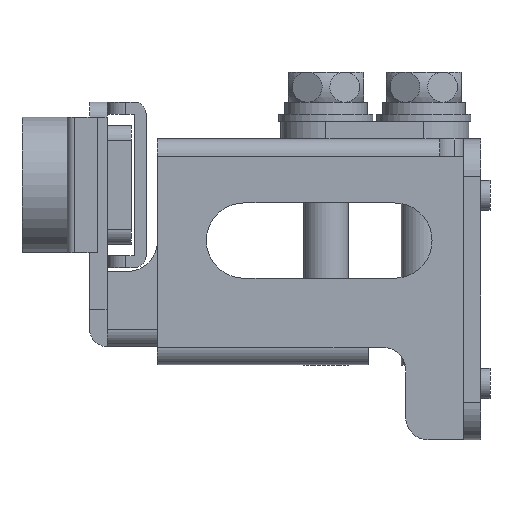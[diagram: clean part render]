
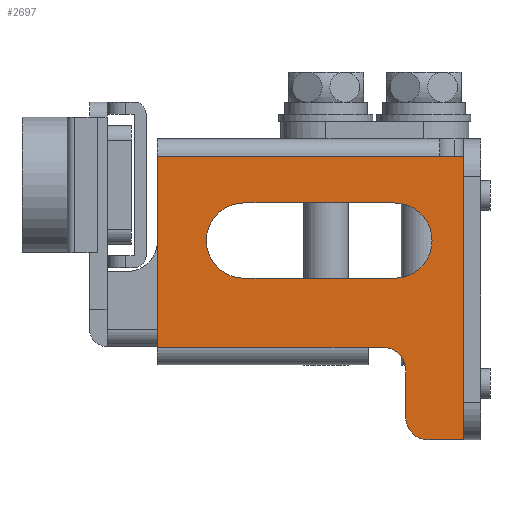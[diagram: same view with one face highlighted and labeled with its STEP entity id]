
A CAD part, left-side view. The second image highlights one B-rep face of the part: STEP entity #2697.
In plain terms, the highlighted planar face has unit normal (-1, 0, 0).
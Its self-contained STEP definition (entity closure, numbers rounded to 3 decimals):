
#132 = VECTOR ( 'NONE', #7650, 1000. ) ;
#133 = AXIS2_PLACEMENT_3D ( 'NONE', #7668, #7669, #7670 ) ;
#135 = VECTOR ( 'NONE', #7646, 1000. ) ;
#136 = VECTOR ( 'NONE', #7662, 1000. ) ;
#137 = VECTOR ( 'NONE', #7659, 1000. ) ;
#138 = AXIS2_PLACEMENT_3D ( 'NONE', #7671, #7672, #7673 ) ;
#139 = VECTOR ( 'NONE', #7653, 1000. ) ;
#582 = CIRCLE ( 'NONE', #831, 3. ) ;
#584 = CIRCLE ( 'NONE', #133, 3. ) ;
#585 = CIRCLE ( 'NONE', #138, 5. ) ;
#588 = CIRCLE ( 'NONE', #9543, 5. ) ;
#831 = AXIS2_PLACEMENT_3D ( 'NONE', #7647, #7654, #7655 ) ;
#2120 = EDGE_LOOP ( 'NONE', ( #4525, #4539, #4537, #4534 ) ) ;
#2121 = EDGE_LOOP ( 'NONE', ( #4531, #4540, #4536, #4529, #4530, #4527, #4528, #4526, #4546, #4538 ) ) ;
#2697 = ADVANCED_FACE ( 'NONE', ( #3868, #3915 ), #7401, .F. ) ;
#2773 = EDGE_CURVE ( 'NONE', #4222, #4221, #7644, .T. ) ;
#2774 = EDGE_CURVE ( 'NONE', #4217, #4218, #7648, .T. ) ;
#2775 = EDGE_CURVE ( 'NONE', #4218, #4239, #7651, .T. ) ;
#2776 = EDGE_CURVE ( 'NONE', #4245, #4223, #582, .T. ) ;
#2777 = EDGE_CURVE ( 'NONE', #4215, #4214, #7657, .T. ) ;
#2778 = EDGE_CURVE ( 'NONE', #4216, #4215, #7660, .T. ) ;
#2781 = EDGE_CURVE ( 'NONE', #4214, #4243, #584, .T. ) ;
#2782 = EDGE_CURVE ( 'NONE', #4219, #4222, #585, .T. ) ;
#2785 = EDGE_CURVE ( 'NONE', #4220, #4219, #7681, .T. ) ;
#2787 = EDGE_CURVE ( 'NONE', #4216, #4217, #7687, .T. ) ;
#2788 = EDGE_CURVE ( 'NONE', #4221, #4220, #588, .T. ) ;
#2850 = EDGE_CURVE ( 'NONE', #4245, #4243, #8552, .T. ) ;
#2863 = EDGE_CURVE ( 'NONE', #4237, #4239, #8591, .T. ) ;
#2870 = EDGE_CURVE ( 'NONE', #4223, #4237, #8612, .T. ) ;
#3868 = FACE_BOUND ( 'NONE', #2120, .T. ) ;
#3915 = FACE_OUTER_BOUND ( 'NONE', #2121, .T. ) ;
#4002 = AXIS2_PLACEMENT_3D ( 'NONE', #7405, #7406, #7407 ) ;
#4214 = VERTEX_POINT ( 'NONE', #8987 ) ;
#4215 = VERTEX_POINT ( 'NONE', #8988 ) ;
#4216 = VERTEX_POINT ( 'NONE', #8989 ) ;
#4217 = VERTEX_POINT ( 'NONE', #8990 ) ;
#4218 = VERTEX_POINT ( 'NONE', #8991 ) ;
#4219 = VERTEX_POINT ( 'NONE', #8992 ) ;
#4220 = VERTEX_POINT ( 'NONE', #8993 ) ;
#4221 = VERTEX_POINT ( 'NONE', #8994 ) ;
#4222 = VERTEX_POINT ( 'NONE', #8995 ) ;
#4223 = VERTEX_POINT ( 'NONE', #8996 ) ;
#4237 = VERTEX_POINT ( 'NONE', #9007 ) ;
#4239 = VERTEX_POINT ( 'NONE', #9008 ) ;
#4243 = VERTEX_POINT ( 'NONE', #9011 ) ;
#4245 = VERTEX_POINT ( 'NONE', #9012 ) ;
#4525 = ORIENTED_EDGE ( 'NONE', *, *, #2773, .T. ) ;
#4526 = ORIENTED_EDGE ( 'NONE', *, *, #2778, .T. ) ;
#4527 = ORIENTED_EDGE ( 'NONE', *, *, #2774, .F. ) ;
#4528 = ORIENTED_EDGE ( 'NONE', *, *, #2787, .F. ) ;
#4529 = ORIENTED_EDGE ( 'NONE', *, *, #2863, .T. ) ;
#4530 = ORIENTED_EDGE ( 'NONE', *, *, #2775, .F. ) ;
#4531 = ORIENTED_EDGE ( 'NONE', *, *, #2850, .F. ) ;
#4534 = ORIENTED_EDGE ( 'NONE', *, *, #2782, .T. ) ;
#4536 = ORIENTED_EDGE ( 'NONE', *, *, #2870, .T. ) ;
#4537 = ORIENTED_EDGE ( 'NONE', *, *, #2785, .T. ) ;
#4538 = ORIENTED_EDGE ( 'NONE', *, *, #2781, .T. ) ;
#4539 = ORIENTED_EDGE ( 'NONE', *, *, #2788, .T. ) ;
#4540 = ORIENTED_EDGE ( 'NONE', *, *, #2776, .T. ) ;
#4546 = ORIENTED_EDGE ( 'NONE', *, *, #2777, .T. ) ;
#7401 = PLANE ( 'NONE',  #4002 ) ;
#7405 = CARTESIAN_POINT ( 'NONE',  ( -15., 10., -20. ) ) ;
#7406 = DIRECTION ( 'NONE',  ( 1., 0., 0. ) ) ;
#7407 = DIRECTION ( 'NONE',  ( 0., 0., -1. ) ) ;
#7644 = LINE ( 'NONE', #7645, #135 ) ;
#7645 = CARTESIAN_POINT ( 'NONE',  ( -15., 31.5, 1.5 ) ) ;
#7646 = DIRECTION ( 'NONE',  ( 0., 1., 0. ) ) ;
#7647 = CARTESIAN_POINT ( 'NONE',  ( -15., 7., -17. ) ) ;
#7648 = LINE ( 'NONE', #7649, #132 ) ;
#7649 = CARTESIAN_POINT ( 'NONE',  ( -15., 10., 17.7 ) ) ;
#7650 = DIRECTION ( 'NONE',  ( 0., -1., 0. ) ) ;
#7651 = LINE ( 'NONE', #7652, #139 ) ;
#7652 = CARTESIAN_POINT ( 'NONE',  ( -15., 10., 17.7 ) ) ;
#7653 = DIRECTION ( 'NONE',  ( 0., -1., 0. ) ) ;
#7654 = DIRECTION ( 'NONE',  ( -1., 0., 0. ) ) ;
#7655 = DIRECTION ( 'NONE',  ( 0., 0., -1. ) ) ;
#7657 = LINE ( 'NONE', #7658, #137 ) ;
#7658 = CARTESIAN_POINT ( 'NONE',  ( -15., 15., -7.7 ) ) ;
#7659 = DIRECTION ( 'NONE',  ( 0., -1., 0. ) ) ;
#7660 = LINE ( 'NONE', #7661, #136 ) ;
#7661 = CARTESIAN_POINT ( 'NONE',  ( -15., 43., -7.7 ) ) ;
#7662 = DIRECTION ( 'NONE',  ( 0., -1., 0. ) ) ;
#7668 = CARTESIAN_POINT ( 'NONE',  ( -15., 13., -10.7 ) ) ;
#7669 = DIRECTION ( 'NONE',  ( 1., 0., 0. ) ) ;
#7670 = DIRECTION ( 'NONE',  ( 0., 0., -1. ) ) ;
#7671 = CARTESIAN_POINT ( 'NONE',  ( -15., 11.5, 6.5 ) ) ;
#7672 = DIRECTION ( 'NONE',  ( 1., 0., 0. ) ) ;
#7673 = DIRECTION ( 'NONE',  ( 0., 0., -1. ) ) ;
#7681 = LINE ( 'NONE', #7682, #9542 ) ;
#7682 = CARTESIAN_POINT ( 'NONE',  ( -15., 31.5, 11.5 ) ) ;
#7683 = DIRECTION ( 'NONE',  ( 0., -1., 0. ) ) ;
#7686 = CARTESIAN_POINT ( 'NONE',  ( -15., 31.5, 6.5 ) ) ;
#7687 = LINE ( 'NONE', #7688, #7869 ) ;
#7688 = CARTESIAN_POINT ( 'NONE',  ( -15., 43., -7.7 ) ) ;
#7689 = DIRECTION ( 'NONE',  ( 0., 0., 1. ) ) ;
#7690 = DIRECTION ( 'NONE',  ( 1., 0., 0. ) ) ;
#7691 = DIRECTION ( 'NONE',  ( 0., 0., -1. ) ) ;
#7869 = VECTOR ( 'NONE', #7689, 1000. ) ;
#8018 = VECTOR ( 'NONE', #8554, 1000. ) ;
#8033 = VECTOR ( 'NONE', #8593, 1000. ) ;
#8039 = VECTOR ( 'NONE', #8614, 1000. ) ;
#8552 = LINE ( 'NONE', #8553, #8018 ) ;
#8553 = CARTESIAN_POINT ( 'NONE',  ( -15., 10., -20. ) ) ;
#8554 = DIRECTION ( 'NONE',  ( 0., 0., 1. ) ) ;
#8591 = LINE ( 'NONE', #8592, #8033 ) ;
#8592 = CARTESIAN_POINT ( 'NONE',  ( -15., 2.3, -20. ) ) ;
#8593 = DIRECTION ( 'NONE',  ( 0., 0., 1. ) ) ;
#8612 = LINE ( 'NONE', #8613, #8039 ) ;
#8613 = CARTESIAN_POINT ( 'NONE',  ( -15., 10., -20. ) ) ;
#8614 = DIRECTION ( 'NONE',  ( 0., -1., 0. ) ) ;
#8987 = CARTESIAN_POINT ( 'NONE',  ( -15., 13., -7.7 ) ) ;
#8988 = CARTESIAN_POINT ( 'NONE',  ( -15., 15., -7.7 ) ) ;
#8989 = CARTESIAN_POINT ( 'NONE',  ( -15., 43., -7.7 ) ) ;
#8990 = CARTESIAN_POINT ( 'NONE',  ( -15., 43., 17.7 ) ) ;
#8991 = CARTESIAN_POINT ( 'NONE',  ( -15., 5.5, 17.7 ) ) ;
#8992 = CARTESIAN_POINT ( 'NONE',  ( -15., 11.5, 11.5 ) ) ;
#8993 = CARTESIAN_POINT ( 'NONE',  ( -15., 31.5, 11.5 ) ) ;
#8994 = CARTESIAN_POINT ( 'NONE',  ( -15., 31.5, 1.5 ) ) ;
#8995 = CARTESIAN_POINT ( 'NONE',  ( -15., 11.5, 1.5 ) ) ;
#8996 = CARTESIAN_POINT ( 'NONE',  ( -15., 7., -20. ) ) ;
#9007 = CARTESIAN_POINT ( 'NONE',  ( -15., 2.3, -20. ) ) ;
#9008 = CARTESIAN_POINT ( 'NONE',  ( -15., 2.3, 17.7 ) ) ;
#9011 = CARTESIAN_POINT ( 'NONE',  ( -15., 10., -10.7 ) ) ;
#9012 = CARTESIAN_POINT ( 'NONE',  ( -15., 10., -17. ) ) ;
#9542 = VECTOR ( 'NONE', #7683, 1000. ) ;
#9543 = AXIS2_PLACEMENT_3D ( 'NONE', #7686, #7690, #7691 ) ;
